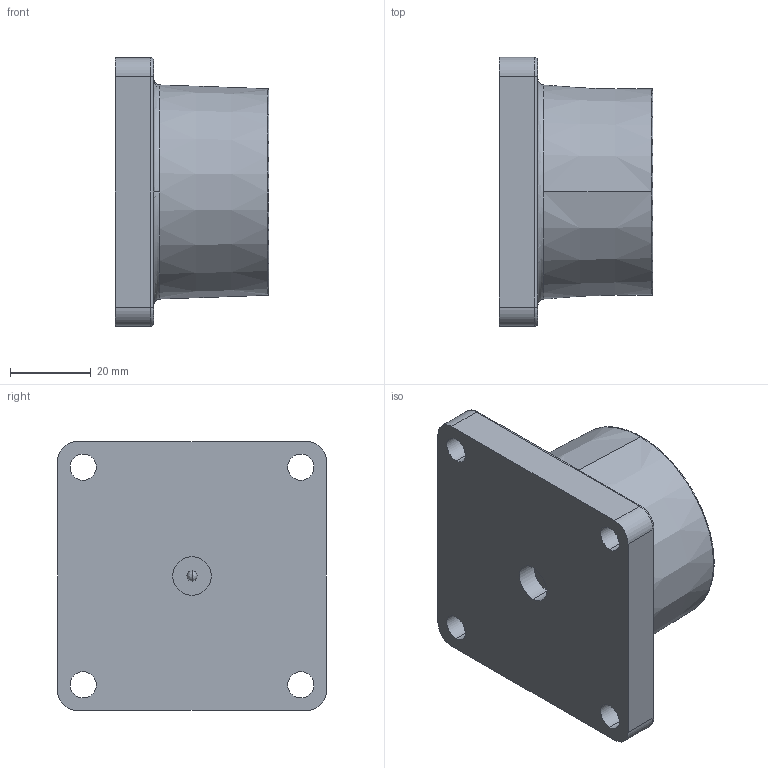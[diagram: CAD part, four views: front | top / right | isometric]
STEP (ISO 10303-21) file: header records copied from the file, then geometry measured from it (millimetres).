
FILE_DESCRIPTION (( 'STEP AP203' ), '1' );
FILE_NAME ('SF-9220-K.step', '2024-08-21T11:28:34', ( '' ), ( '' ), 'SwSTEP 2.0', 'SolidWorks 2023', '' );
FILE_SCHEMA (( 'CONFIG_CONTROL_DESIGN' ));
Length unit declared in the file: inch
Products named in the file (1): SF-9220-K
Bounding box: 38.1 x 66.67 x 66.67 mm (x, y, z)
Volume: 117165.1 mm3; surface area: 32111.4 mm2
Topology: 11 solids, 11 shells, 143 faces, 349 edges, 226 vertices
Faces by surface type: plane 83, bspline 34, cylinder 18, cone 8
Entity records: 4878 total; most frequent: CARTESIAN_POINT 1593, ORIENTED_EDGE 690, DIRECTION 599, EDGE_CURVE 345, VERTEX_POINT 226, LINE 223, VECTOR 223, AXIS2_PLACEMENT_3D 188
